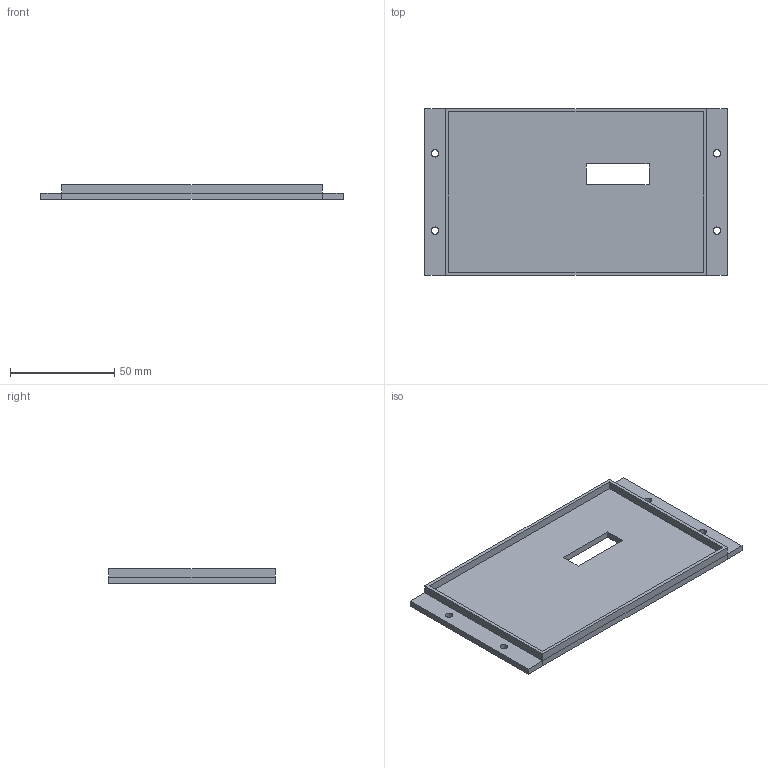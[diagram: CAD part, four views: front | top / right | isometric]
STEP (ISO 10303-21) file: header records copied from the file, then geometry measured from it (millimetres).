
FILE_DESCRIPTION(/* description */ (''),/* implementation_level */ '2;1');
FILE_NAME(/* name */ '38863805-5065-4509-b3e3-071e326035bc.zip.stp',/* time_stamp */ '2024-02-04T16:46:14Z',/* author */ (''),/* organization */ (''),/* preprocessor_version */ 'ST-DEVELOPER v20',/* originating_system */ 'Autodesk Translation Framework v12.20.1.177',/* authorisation */ '');
FILE_SCHEMA (('AUTOMOTIVE_DESIGN { 1 0 10303 214 3 1 1 }'));
Length unit declared in the file: millimetre
Products named in the file (1): LCD_frame
Bounding box: 145 x 80 x 7 mm (x, y, z)
Volume: 37117.9 mm3; surface area: 27445.2 mm2
Topology: 1 solids, 1 shells, 31 faces, 72 edges, 44 vertices
Faces by surface type: plane 27, cylinder 4
Full cylindrical faces by diameter (mm): 3.5 x4
Entity records: 918 total; most frequent: CARTESIAN_POINT 148, ORIENTED_EDGE 144, DIRECTION 144, EDGE_CURVE 72, LINE 64, VECTOR 64, VERTEX_POINT 44, EDGE_LOOP 42
